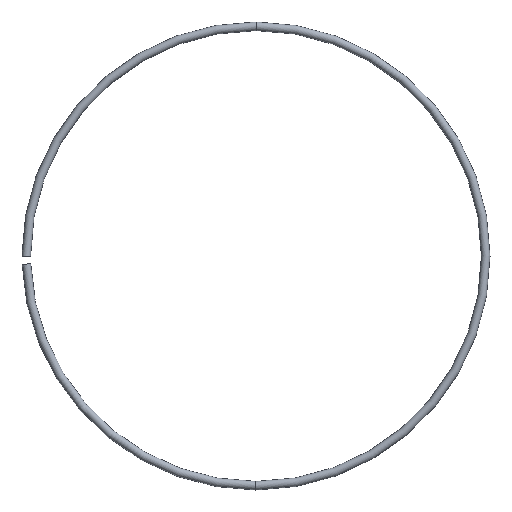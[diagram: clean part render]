
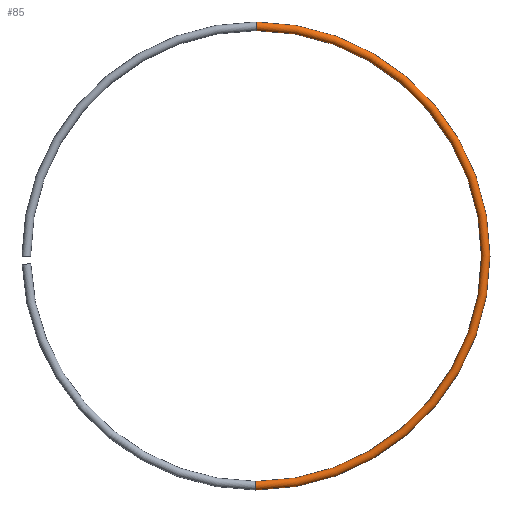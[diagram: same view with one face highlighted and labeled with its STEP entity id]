
A CAD part, left-side view. The second image highlights one B-rep face of the part: STEP entity #85.
In plain terms, the highlighted toroidal (fillet/blend) face has major radius 120.1 mm and minor radius 2.25 mm.
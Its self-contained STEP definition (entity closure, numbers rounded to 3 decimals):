
#18 = ORIENTED_EDGE ( 'NONE', *, *, #116, .F. ) ;
#25 = ORIENTED_EDGE ( 'NONE', *, *, #245, .F. ) ;
#48 = FACE_OUTER_BOUND ( 'NONE', #195, .T. ) ;
#51 = EDGE_CURVE ( 'NONE', #89, #198, #270, .T. ) ;
#57 = AXIS2_PLACEMENT_3D ( 'NONE', #114, #252, #140 ) ;
#61 = DIRECTION ( 'NONE',  ( 0., 0., 1. ) ) ;
#65 = DIRECTION ( 'NONE',  ( -1., 0., 0. ) ) ;
#75 = AXIS2_PLACEMENT_3D ( 'NONE', #122, #137, #268 ) ;
#79 = ORIENTED_EDGE ( 'NONE', *, *, #276, .T. ) ;
#85 = ADVANCED_FACE ( 'NONE', ( #48 ), #177, .T. ) ;
#89 = VERTEX_POINT ( 'NONE', #91 ) ;
#90 = VERTEX_POINT ( 'NONE', #156 ) ;
#91 = CARTESIAN_POINT ( 'NONE',  ( 0., 0., -122.35 ) ) ;
#109 = CARTESIAN_POINT ( 'NONE',  ( 0., 0., 0. ) ) ;
#114 = CARTESIAN_POINT ( 'NONE',  ( 0., 0., 120.1 ) ) ;
#116 = EDGE_CURVE ( 'NONE', #90, #230, #174, .T. ) ;
#122 = CARTESIAN_POINT ( 'NONE',  ( 0., 0., -120.1 ) ) ;
#127 = AXIS2_PLACEMENT_3D ( 'NONE', #109, #157, #181 ) ;
#128 = AXIS2_PLACEMENT_3D ( 'NONE', #160, #65, #61 ) ;
#137 = DIRECTION ( 'NONE',  ( 0., 1., 0. ) ) ;
#140 = DIRECTION ( 'NONE',  ( 0., 0., -1. ) ) ;
#145 = AXIS2_PLACEMENT_3D ( 'NONE', #161, #178, #180 ) ;
#156 = CARTESIAN_POINT ( 'NONE',  ( 0., 0., -117.85 ) ) ;
#157 = DIRECTION ( 'NONE',  ( -1., 0., 0. ) ) ;
#159 = CIRCLE ( 'NONE', #75, 2.25 ) ;
#160 = CARTESIAN_POINT ( 'NONE',  ( 0., 0., 0. ) ) ;
#161 = CARTESIAN_POINT ( 'NONE',  ( 0., 0., 0. ) ) ;
#169 = CARTESIAN_POINT ( 'NONE',  ( 0., 0., 122.35 ) ) ;
#170 = CIRCLE ( 'NONE', #57, 2.25 ) ;
#174 = CIRCLE ( 'NONE', #128, 117.85 ) ;
#177 = TOROIDAL_SURFACE ( 'NONE', #127, 120.1, 2.25 ) ;
#178 = DIRECTION ( 'NONE',  ( -1., 0., 0. ) ) ;
#180 = DIRECTION ( 'NONE',  ( 0., 0., 1. ) ) ;
#181 = DIRECTION ( 'NONE',  ( 0., 0., 1. ) ) ;
#191 = ORIENTED_EDGE ( 'NONE', *, *, #51, .T. ) ;
#195 = EDGE_LOOP ( 'NONE', ( #25, #191, #79, #18 ) ) ;
#198 = VERTEX_POINT ( 'NONE', #169 ) ;
#230 = VERTEX_POINT ( 'NONE', #256 ) ;
#245 = EDGE_CURVE ( 'NONE', #89, #90, #159, .T. ) ;
#252 = DIRECTION ( 'NONE',  ( 0., -1., 0. ) ) ;
#256 = CARTESIAN_POINT ( 'NONE',  ( 0., 0., 117.85 ) ) ;
#268 = DIRECTION ( 'NONE',  ( 0., 0., 1. ) ) ;
#270 = CIRCLE ( 'NONE', #145, 122.35 ) ;
#276 = EDGE_CURVE ( 'NONE', #198, #230, #170, .T. ) ;
